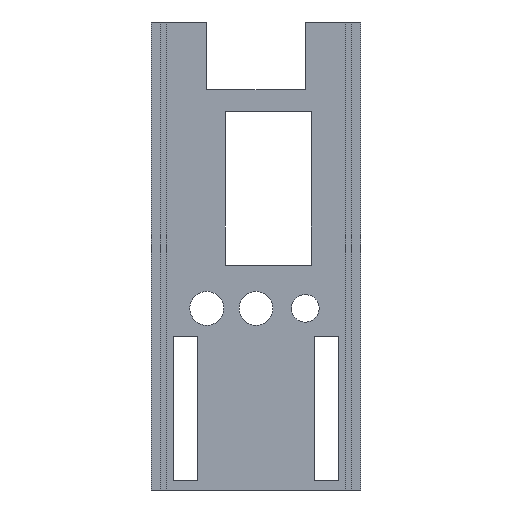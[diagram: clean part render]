
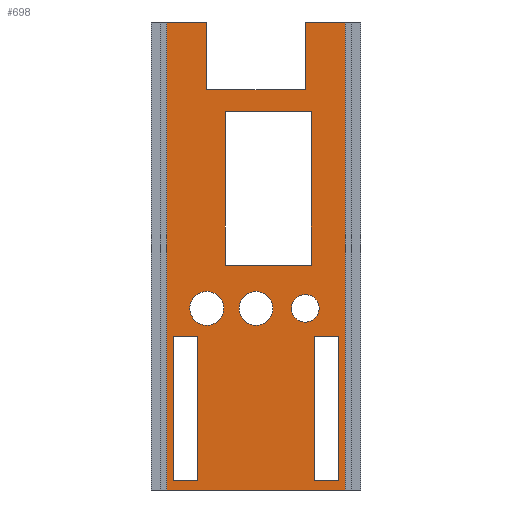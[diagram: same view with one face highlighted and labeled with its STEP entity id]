
A CAD part, front view. The second image highlights one B-rep face of the part: STEP entity #698.
In plain terms, the highlighted planar face has unit normal (0, -1, 0).
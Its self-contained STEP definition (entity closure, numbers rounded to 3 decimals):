
#20=FACE_BOUND('',#71,.T.);
#21=FACE_BOUND('',#72,.T.);
#22=FACE_BOUND('',#73,.T.);
#23=FACE_BOUND('',#74,.T.);
#24=FACE_BOUND('',#75,.T.);
#25=FACE_BOUND('',#76,.T.);
#35=FACE_OUTER_BOUND('',#70,.T.);
#70=EDGE_LOOP('',(#489,#490,#491,#492,#493,#494,#495,#496));
#71=EDGE_LOOP('',(#497,#498,#499,#500));
#72=EDGE_LOOP('',(#501,#502,#503,#504));
#73=EDGE_LOOP('',(#505,#506,#507,#508));
#74=EDGE_LOOP('',(#509));
#75=EDGE_LOOP('',(#510));
#76=EDGE_LOOP('',(#511));
#116=CIRCLE('',#750,2.25);
#117=CIRCLE('',#751,2.75);
#118=CIRCLE('',#752,2.75);
#127=LINE('',#980,#216);
#139=LINE('',#1008,#228);
#141=LINE('',#1013,#230);
#142=LINE('',#1014,#231);
#143=LINE('',#1016,#232);
#144=LINE('',#1018,#233);
#145=LINE('',#1020,#234);
#146=LINE('',#1021,#235);
#147=LINE('',#1024,#236);
#148=LINE('',#1026,#237);
#149=LINE('',#1028,#238);
#150=LINE('',#1029,#239);
#151=LINE('',#1032,#240);
#152=LINE('',#1034,#241);
#153=LINE('',#1036,#242);
#154=LINE('',#1037,#243);
#155=LINE('',#1040,#244);
#156=LINE('',#1042,#245);
#157=LINE('',#1044,#246);
#158=LINE('',#1045,#247);
#216=VECTOR('',#796,10.);
#228=VECTOR('',#816,10.);
#230=VECTOR('',#820,10.);
#231=VECTOR('',#821,10.);
#232=VECTOR('',#822,10.);
#233=VECTOR('',#823,10.);
#234=VECTOR('',#824,10.);
#235=VECTOR('',#825,10.);
#236=VECTOR('',#826,10.);
#237=VECTOR('',#827,10.);
#238=VECTOR('',#828,10.);
#239=VECTOR('',#829,10.);
#240=VECTOR('',#830,10.);
#241=VECTOR('',#831,10.);
#242=VECTOR('',#832,10.);
#243=VECTOR('',#833,10.);
#244=VECTOR('',#834,10.);
#245=VECTOR('',#835,10.);
#246=VECTOR('',#836,10.);
#247=VECTOR('',#837,10.);
#305=VERTEX_POINT('',#977);
#306=VERTEX_POINT('',#979);
#318=VERTEX_POINT('',#1007);
#319=VERTEX_POINT('',#1011);
#320=VERTEX_POINT('',#1012);
#321=VERTEX_POINT('',#1015);
#322=VERTEX_POINT('',#1017);
#323=VERTEX_POINT('',#1019);
#324=VERTEX_POINT('',#1022);
#325=VERTEX_POINT('',#1023);
#326=VERTEX_POINT('',#1025);
#327=VERTEX_POINT('',#1027);
#328=VERTEX_POINT('',#1030);
#329=VERTEX_POINT('',#1031);
#330=VERTEX_POINT('',#1033);
#331=VERTEX_POINT('',#1035);
#332=VERTEX_POINT('',#1038);
#333=VERTEX_POINT('',#1039);
#334=VERTEX_POINT('',#1041);
#335=VERTEX_POINT('',#1043);
#336=VERTEX_POINT('',#1046);
#337=VERTEX_POINT('',#1048);
#338=VERTEX_POINT('',#1050);
#371=EDGE_CURVE('',#306,#305,#127,.T.);
#385=EDGE_CURVE('',#306,#318,#139,.T.);
#387=EDGE_CURVE('',#319,#320,#141,.T.);
#388=EDGE_CURVE('',#318,#320,#142,.T.);
#389=EDGE_CURVE('',#305,#321,#143,.T.);
#390=EDGE_CURVE('',#322,#321,#144,.T.);
#391=EDGE_CURVE('',#322,#323,#145,.T.);
#392=EDGE_CURVE('',#323,#319,#146,.T.);
#393=EDGE_CURVE('',#324,#325,#147,.T.);
#394=EDGE_CURVE('',#325,#326,#148,.T.);
#395=EDGE_CURVE('',#326,#327,#149,.T.);
#396=EDGE_CURVE('',#327,#324,#150,.T.);
#397=EDGE_CURVE('',#328,#329,#151,.T.);
#398=EDGE_CURVE('',#329,#330,#152,.T.);
#399=EDGE_CURVE('',#330,#331,#153,.T.);
#400=EDGE_CURVE('',#331,#328,#154,.T.);
#401=EDGE_CURVE('',#332,#333,#155,.T.);
#402=EDGE_CURVE('',#333,#334,#156,.T.);
#403=EDGE_CURVE('',#334,#335,#157,.T.);
#404=EDGE_CURVE('',#335,#332,#158,.T.);
#405=EDGE_CURVE('',#336,#336,#116,.T.);
#406=EDGE_CURVE('',#337,#337,#117,.T.);
#407=EDGE_CURVE('',#338,#338,#118,.T.);
#489=ORIENTED_EDGE('',*,*,#387,.T.);
#490=ORIENTED_EDGE('',*,*,#388,.F.);
#491=ORIENTED_EDGE('',*,*,#385,.F.);
#492=ORIENTED_EDGE('',*,*,#371,.T.);
#493=ORIENTED_EDGE('',*,*,#389,.T.);
#494=ORIENTED_EDGE('',*,*,#390,.F.);
#495=ORIENTED_EDGE('',*,*,#391,.T.);
#496=ORIENTED_EDGE('',*,*,#392,.T.);
#497=ORIENTED_EDGE('',*,*,#393,.T.);
#498=ORIENTED_EDGE('',*,*,#394,.T.);
#499=ORIENTED_EDGE('',*,*,#395,.T.);
#500=ORIENTED_EDGE('',*,*,#396,.T.);
#501=ORIENTED_EDGE('',*,*,#397,.T.);
#502=ORIENTED_EDGE('',*,*,#398,.T.);
#503=ORIENTED_EDGE('',*,*,#399,.T.);
#504=ORIENTED_EDGE('',*,*,#400,.T.);
#505=ORIENTED_EDGE('',*,*,#401,.T.);
#506=ORIENTED_EDGE('',*,*,#402,.T.);
#507=ORIENTED_EDGE('',*,*,#403,.T.);
#508=ORIENTED_EDGE('',*,*,#404,.T.);
#509=ORIENTED_EDGE('',*,*,#405,.T.);
#510=ORIENTED_EDGE('',*,*,#406,.T.);
#511=ORIENTED_EDGE('',*,*,#407,.T.);
#668=PLANE('',#749);
#698=ADVANCED_FACE('',(#35,#20,#21,#22,#23,#24,#25),#668,.T.);
#749=AXIS2_PLACEMENT_3D('',#1010,#818,#819);
#750=AXIS2_PLACEMENT_3D('',#1047,#838,#839);
#751=AXIS2_PLACEMENT_3D('',#1049,#840,#841);
#752=AXIS2_PLACEMENT_3D('',#1051,#842,#843);
#796=DIRECTION('',(1.,0.,0.));
#816=DIRECTION('',(0.,0.,1.));
#818=DIRECTION('center_axis',(0.,-1.,0.));
#819=DIRECTION('ref_axis',(1.,0.,0.));
#820=DIRECTION('',(0.,0.,1.));
#821=DIRECTION('',(1.,0.,0.));
#822=DIRECTION('',(0.,0.,1.));
#823=DIRECTION('',(1.,0.,0.));
#824=DIRECTION('',(0.,0.,-1.));
#825=DIRECTION('',(-1.,0.,0.));
#826=DIRECTION('',(-1.,0.,0.));
#827=DIRECTION('',(0.,0.,1.));
#828=DIRECTION('',(1.,0.,0.));
#829=DIRECTION('',(0.,0.,-1.));
#830=DIRECTION('',(-1.,0.,0.));
#831=DIRECTION('',(0.,0.,1.));
#832=DIRECTION('',(1.,0.,0.));
#833=DIRECTION('',(0.,0.,-1.));
#834=DIRECTION('',(-1.,0.,0.));
#835=DIRECTION('',(0.,0.,1.));
#836=DIRECTION('',(1.,0.,0.));
#837=DIRECTION('',(0.,0.,-1.));
#838=DIRECTION('center_axis',(0.,1.,0.));
#839=DIRECTION('ref_axis',(-1.,0.,0.));
#840=DIRECTION('center_axis',(0.,1.,0.));
#841=DIRECTION('ref_axis',(-1.,0.,0.));
#842=DIRECTION('center_axis',(0.,1.,0.));
#843=DIRECTION('ref_axis',(-1.,0.,0.));
#977=CARTESIAN_POINT('',(14.5,8.5,0.));
#979=CARTESIAN_POINT('',(-14.5,8.5,0.));
#980=CARTESIAN_POINT('',(14.5,8.5,0.));
#1007=CARTESIAN_POINT('',(-14.5,8.5,76.));
#1008=CARTESIAN_POINT('',(-14.5,8.5,0.));
#1010=CARTESIAN_POINT('Origin',(-14.5,8.5,0.));
#1011=CARTESIAN_POINT('',(-8.,8.5,65.));
#1012=CARTESIAN_POINT('',(-8.,8.5,76.));
#1013=CARTESIAN_POINT('',(-8.,8.5,38.));
#1014=CARTESIAN_POINT('',(14.5,8.5,76.));
#1015=CARTESIAN_POINT('',(14.5,8.5,76.));
#1016=CARTESIAN_POINT('',(14.5,8.5,0.));
#1017=CARTESIAN_POINT('',(8.,8.5,76.));
#1018=CARTESIAN_POINT('',(14.5,8.5,76.));
#1019=CARTESIAN_POINT('',(8.,8.5,65.));
#1020=CARTESIAN_POINT('',(8.,8.5,32.5));
#1021=CARTESIAN_POINT('',(-11.25,8.5,65.));
#1022=CARTESIAN_POINT('',(9.,8.5,36.5));
#1023=CARTESIAN_POINT('',(-5.,8.5,36.5));
#1024=CARTESIAN_POINT('',(-9.75,8.5,36.5));
#1025=CARTESIAN_POINT('',(-5.,8.5,61.5));
#1026=CARTESIAN_POINT('',(-5.,8.5,30.75));
#1027=CARTESIAN_POINT('',(9.,8.5,61.5));
#1028=CARTESIAN_POINT('',(-2.75,8.5,61.5));
#1029=CARTESIAN_POINT('',(9.,8.5,18.25));
#1030=CARTESIAN_POINT('',(13.43,8.5,1.5));
#1031=CARTESIAN_POINT('',(9.43,8.5,1.5));
#1032=CARTESIAN_POINT('',(-2.535,8.5,1.5));
#1033=CARTESIAN_POINT('',(9.43,8.5,25.));
#1034=CARTESIAN_POINT('',(9.43,8.5,12.5));
#1035=CARTESIAN_POINT('',(13.43,8.5,25.));
#1036=CARTESIAN_POINT('',(-0.535,8.5,25.));
#1037=CARTESIAN_POINT('',(13.43,8.5,0.75));
#1038=CARTESIAN_POINT('',(-9.43,8.5,1.5));
#1039=CARTESIAN_POINT('',(-13.43,8.5,1.5));
#1040=CARTESIAN_POINT('',(-13.965,8.5,1.5));
#1041=CARTESIAN_POINT('',(-13.43,8.5,25.));
#1042=CARTESIAN_POINT('',(-13.43,8.5,12.5));
#1043=CARTESIAN_POINT('',(-9.43,8.5,25.));
#1044=CARTESIAN_POINT('',(-11.965,8.5,25.));
#1045=CARTESIAN_POINT('',(-9.43,8.5,0.75));
#1046=CARTESIAN_POINT('',(10.25,8.5,29.5));
#1047=CARTESIAN_POINT('Origin',(8.,8.5,29.5));
#1048=CARTESIAN_POINT('',(2.75,8.5,29.5));
#1049=CARTESIAN_POINT('Origin',(0.,8.5,29.5));
#1050=CARTESIAN_POINT('',(-5.25,8.5,29.5));
#1051=CARTESIAN_POINT('Origin',(-8.,8.5,29.5));
